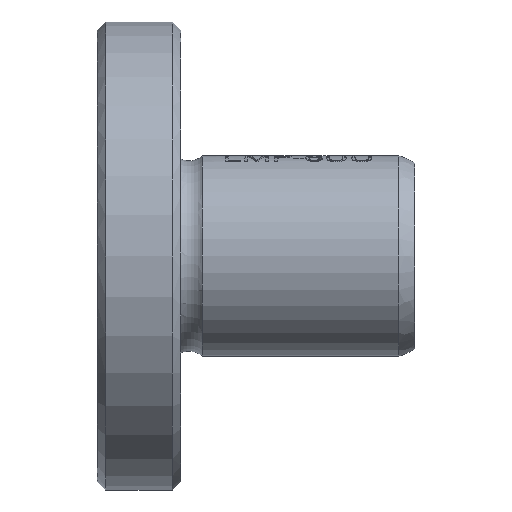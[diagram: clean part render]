
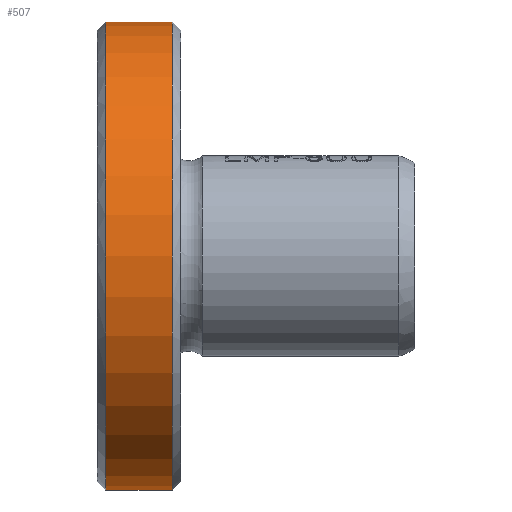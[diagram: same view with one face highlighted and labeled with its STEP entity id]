
A CAD part, front view. The second image highlights one B-rep face of the part: STEP entity #507.
In plain terms, the highlighted cylindrical face has radius 14 mm (diameter 28 mm), a full revolution.
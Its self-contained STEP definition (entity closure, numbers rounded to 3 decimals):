
#463=CYLINDRICAL_SURFACE('',#5677,14.);
#507=ADVANCED_FACE('',(#1095,#1096),#463,.T.);
#1008=CIRCLE('',#5668,14.);
#1009=CIRCLE('',#5669,14.);
#1010=CIRCLE('',#5675,14.);
#1011=CIRCLE('',#5676,14.);
#1095=FACE_BOUND('',#1200,.T.);
#1096=FACE_BOUND('',#1201,.T.);
#1200=EDGE_LOOP('',(#2656,#2657));
#1201=EDGE_LOOP('',(#2658,#2659));
#2656=ORIENTED_EDGE('',*,*,#4696,.T.);
#2657=ORIENTED_EDGE('',*,*,#4697,.T.);
#2658=ORIENTED_EDGE('',*,*,#4706,.F.);
#2659=ORIENTED_EDGE('',*,*,#4707,.F.);
#4162=VERTEX_POINT('',#8459);
#4163=VERTEX_POINT('',#8460);
#4172=VERTEX_POINT('',#8584);
#4173=VERTEX_POINT('',#8585);
#4696=EDGE_CURVE('',#4162,#4163,#1008,.T.);
#4697=EDGE_CURVE('',#4163,#4162,#1009,.T.);
#4706=EDGE_CURVE('',#4172,#4173,#1010,.T.);
#4707=EDGE_CURVE('',#4173,#4172,#1011,.T.);
#5668=AXIS2_PLACEMENT_3D('',#8458,#6112,#6113);
#5669=AXIS2_PLACEMENT_3D('',#8461,#6114,#6115);
#5675=AXIS2_PLACEMENT_3D('',#8583,#6126,#6127);
#5676=AXIS2_PLACEMENT_3D('',#8586,#6128,#6129);
#5677=AXIS2_PLACEMENT_3D('',#8587,#6130,#6131);
#6112=DIRECTION('',(1.,0.,0.));
#6113=DIRECTION('',(0.,0.,-1.));
#6114=DIRECTION('',(1.,0.,0.));
#6115=DIRECTION('',(0.,0.,-1.));
#6126=DIRECTION('',(1.,0.,0.));
#6127=DIRECTION('',(0.,0.,1.));
#6128=DIRECTION('',(1.,0.,0.));
#6129=DIRECTION('',(0.,0.,1.));
#6130=DIRECTION('',(1.,0.,0.));
#6131=DIRECTION('',(0.,0.,-1.));
#8458=CARTESIAN_POINT('',(0.5,0.,0.));
#8459=CARTESIAN_POINT('',(0.5,0.,-14.));
#8460=CARTESIAN_POINT('',(0.5,0.,14.));
#8461=CARTESIAN_POINT('',(0.5,0.,0.));
#8583=CARTESIAN_POINT('',(4.5,0.,0.));
#8584=CARTESIAN_POINT('',(4.5,0.,14.));
#8585=CARTESIAN_POINT('',(4.5,0.,-14.));
#8586=CARTESIAN_POINT('',(4.5,0.,0.));
#8587=CARTESIAN_POINT('',(0.5,0.,0.));
